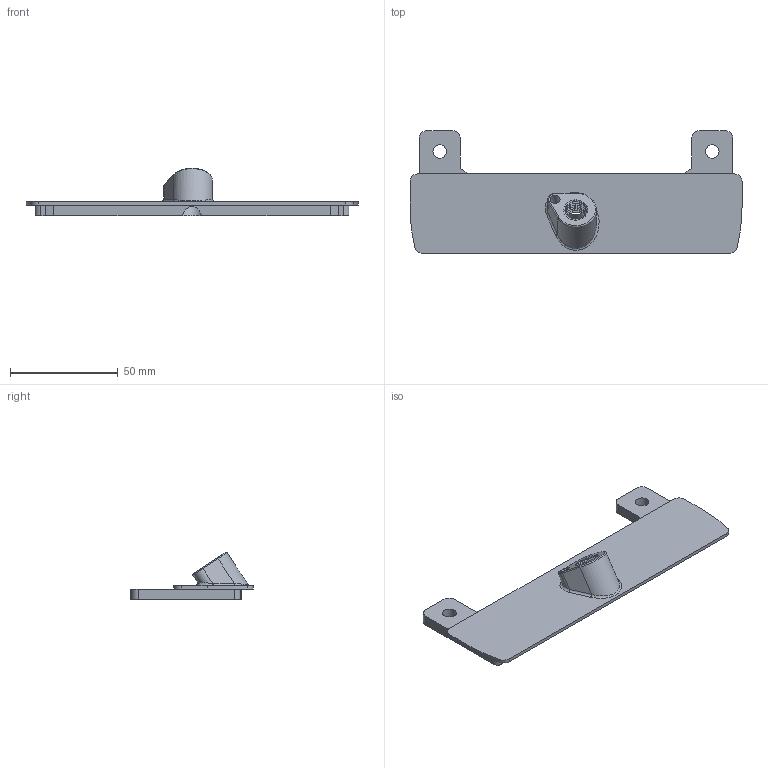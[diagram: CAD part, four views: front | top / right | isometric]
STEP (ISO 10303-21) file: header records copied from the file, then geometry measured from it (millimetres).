
FILE_DESCRIPTION(('Open CASCADE Model'),'2;1');
FILE_NAME('Open CASCADE Shape Model','2024-08-25T12:21:46',('Author'),( 'Open CASCADE'),'Open CASCADE STEP processor 7.7','Open CASCADE 7.7' ,'Unknown');
FILE_SCHEMA(('AUTOMOTIVE_DESIGN { 1 0 10303 214 1 1 1 1 }'));
Length unit declared in the file: millimetre
Products named in the file (1): Open CASCADE STEP translator 7.7 1
Bounding box: 154 x 56.8 x 22.06 mm (x, y, z)
Volume: 36874.6 mm3; surface area: 17445.8 mm2
Topology: 1 solids, 1 shells, 83 faces, 216 edges, 139 vertices
Faces by surface type: plane 40, cylinder 31, bspline 8, torus 4
Full cylindrical faces by diameter (mm): 4.7 x3, 6.3 x2, 10.576 x7
Entity records: 11388 total; most frequent: CARTESIAN_POINT 7226, DIRECTION 719, ORIENTED_EDGE 432, PCURVE 432, DEFINITIONAL_REPRESENTATION 432, LINE 431, VECTOR 431, EDGE_CURVE 216
